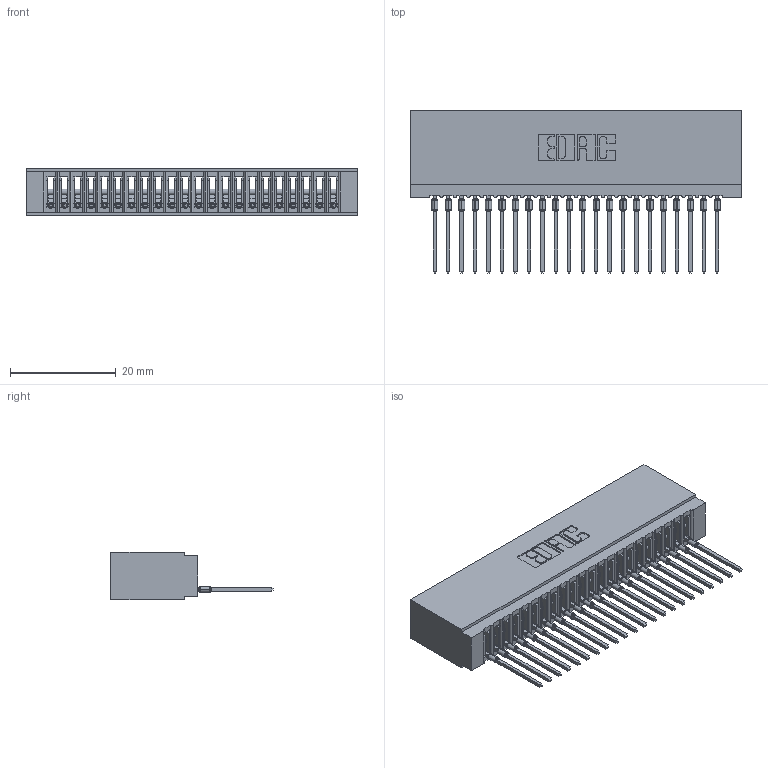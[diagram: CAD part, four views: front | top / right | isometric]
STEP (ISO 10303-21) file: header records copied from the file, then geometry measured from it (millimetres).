
FILE_DESCRIPTION (( 'STEP AP203' ), '1' );
FILE_NAME ('745-022-545-101.STEP', '2026-02-25T16:44:24', ( '' ), ( '' ), 'SwSTEP 2.0', 'SolidWorks 2023', '' );
FILE_SCHEMA (( 'CONFIG_CONTROL_DESIGN' ));
Length unit declared in the file: millimetre
Products named in the file (3): 745 Part_Insulator Option - 01; 745-292-001_545; 745-022-545-101
Assembly tree (23 placements, depth 2):
  745-022-545-101
    745 Part_Insulator Option - 01
    745-292-001_545  x22
Bounding box: 62.48 x 30.62 x 8.89 mm (x, y, z)
Volume: 5610.3 mm3; surface area: 10383.6 mm2
Topology: 23 solids, 23 shells, 2559 faces, 7034 edges, 4440 vertices
Faces by surface type: plane 1529, cylinder 458, bspline 440, torus 132
Entity records: 39064 total; most frequent: CARTESIAN_POINT 7385, ORIENTED_EDGE 6802, DIRECTION 5915, EDGE_CURVE 3401, LINE 3087, VECTOR 3087, VERTEX_POINT 2172, AXIS2_PLACEMENT_3D 1414
